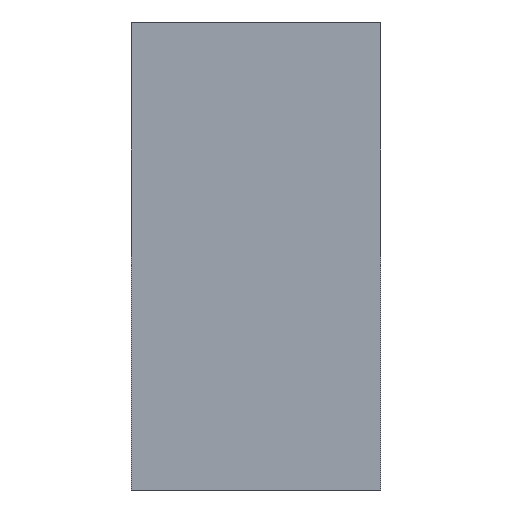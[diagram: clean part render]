
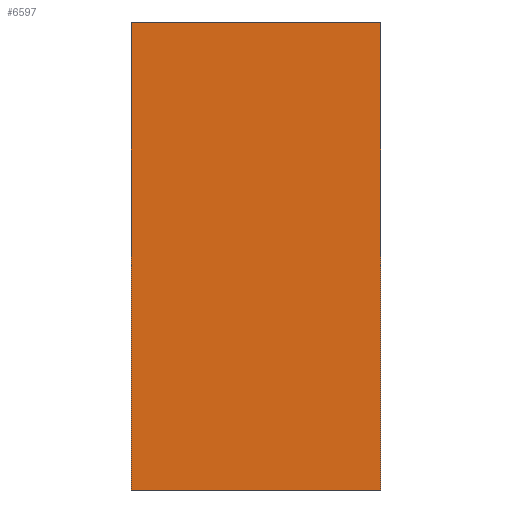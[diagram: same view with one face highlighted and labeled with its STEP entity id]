
A CAD part, left-side view. The second image highlights one B-rep face of the part: STEP entity #6597.
In plain terms, the highlighted planar face has unit normal (-1, 0, 0).
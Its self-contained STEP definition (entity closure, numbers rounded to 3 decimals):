
#70=PLANE('',#7045);
#520=FACE_OUTER_BOUND('',#910,.T.);
#910=EDGE_LOOP('',(#5850,#5851,#5852,#5853));
#1844=LINE('',#28153,#2209);
#1847=LINE('',#28159,#2212);
#1852=LINE('',#28168,#2217);
#1857=LINE('',#28176,#2222);
#2209=VECTOR('',#8254,10.);
#2212=VECTOR('',#8259,10.);
#2217=VECTOR('',#8268,10.);
#2222=VECTOR('',#8275,10.);
#2850=VERTEX_POINT('',#28150);
#2851=VERTEX_POINT('',#28152);
#2852=VERTEX_POINT('',#28156);
#2853=VERTEX_POINT('',#28158);
#3850=EDGE_CURVE('',#2851,#2850,#1844,.T.);
#3853=EDGE_CURVE('',#2853,#2852,#1847,.T.);
#3858=EDGE_CURVE('',#2852,#2851,#1852,.T.);
#3863=EDGE_CURVE('',#2850,#2853,#1857,.T.);
#5850=ORIENTED_EDGE('',*,*,#3853,.T.);
#5851=ORIENTED_EDGE('',*,*,#3858,.T.);
#5852=ORIENTED_EDGE('',*,*,#3850,.T.);
#5853=ORIENTED_EDGE('',*,*,#3863,.T.);
#6597=ADVANCED_FACE('',(#520),#70,.T.);
#7045=AXIS2_PLACEMENT_3D('',#28177,#8276,#8277);
#8254=DIRECTION('',(0.,0.,1.));
#8259=DIRECTION('',(0.,0.,-1.));
#8268=DIRECTION('',(0.,-1.,0.));
#8275=DIRECTION('',(0.,1.,0.));
#8276=DIRECTION('center_axis',(-1.,0.,0.));
#8277=DIRECTION('ref_axis',(0.,0.,1.));
#28150=CARTESIAN_POINT('',(-75.,-20.,37.5));
#28152=CARTESIAN_POINT('',(-75.,-20.,-37.5));
#28153=CARTESIAN_POINT('',(-75.,-20.,-37.5));
#28156=CARTESIAN_POINT('',(-75.,20.,-37.5));
#28158=CARTESIAN_POINT('',(-75.,20.,37.5));
#28159=CARTESIAN_POINT('',(-75.,20.,37.5));
#28168=CARTESIAN_POINT('',(-75.,20.,-37.5));
#28176=CARTESIAN_POINT('',(-75.,-20.,37.5));
#28177=CARTESIAN_POINT('Origin',(-75.,0.,0.));
